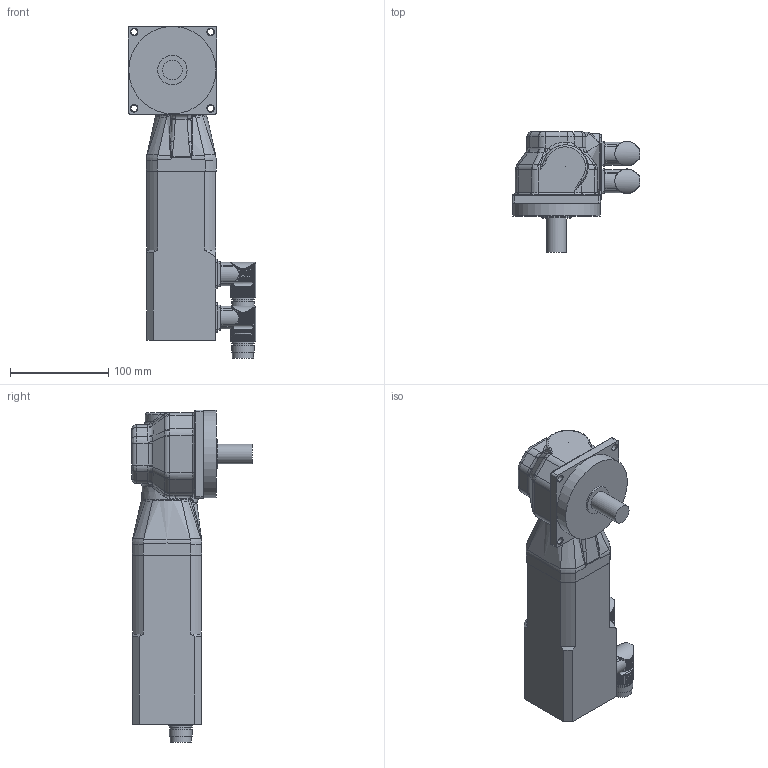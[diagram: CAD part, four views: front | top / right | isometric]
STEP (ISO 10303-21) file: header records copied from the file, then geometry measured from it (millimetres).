
FILE_DESCRIPTION(/* description */ (''),/* implementation_level */ '2;1');
FILE_NAME(/* name */ 'KSG268D_MF_R4_DED55',/* time_stamp */ '2009-02-10T10:57:59+01:00',/* author */ (''),/* organization */ (''),/* preprocessor_version */ 'ST-DEVELOPER v8',/* originating_system */ 'UNIGRAPHICS SOLUTIONS - UNIGRAPHICS 18.0',/* authorisation */ '');
FILE_SCHEMA (('AUTOMOTIVE_DESIGN { 1 2 10303 214 0 1 1 1 }'));
Length unit declared in the file: millimetre
Products named in the file (3): Getrieberumpf_0; Winkelflanschdose_0; KSG264D-MF-R4_DED55_0
Assembly tree (3 placements, depth 2):
  KSG264D-MF-R4_DED55_0
    Winkelflanschdose_0  x2
    Getrieberumpf_0
Bounding box: 129.99 x 123 x 338.65 mm (x, y, z)
Volume: 948875.2 mm3; surface area: 178547.5 mm2
Topology: 4 solids, 12 shells, 1050 faces, 2652 edges, 1631 vertices
Faces by surface type: cylinder 508, bspline 242, plane 177, cone 52, torus 51, sphere 20
Full cylindrical faces by diameter (mm): 0.092 x1, 4.2 x12, 5.5 x1, 6.6 x4, 16 x2, 20 x3, 21 x2, 21.5 x2, 23 x4, 30 x1, 34 x1, 37 x2, 40 x2, 40.001 x2, 41.2 x1, 42 x1, 63 x1, 68 x3, 89 x1
Entity records: 35772 total; most frequent: CARTESIAN_POINT 17213, ORIENTED_EDGE 4090, DIRECTION 3433, EDGE_CURVE 2045, AXIS2_PLACEMENT_3D 1454, VERTEX_POINT 1298, EDGE_LOOP 1001, ADVANCED_FACE 886
